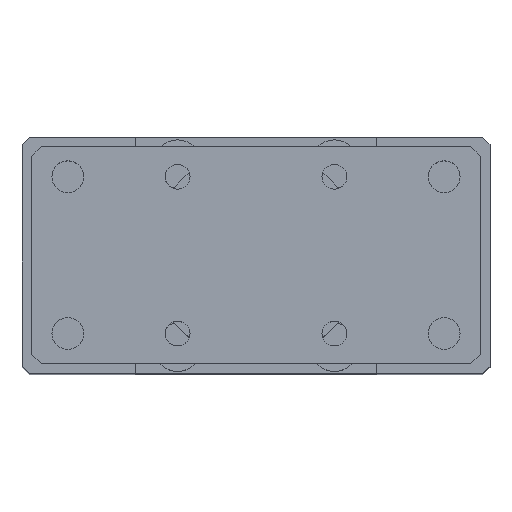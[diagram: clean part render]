
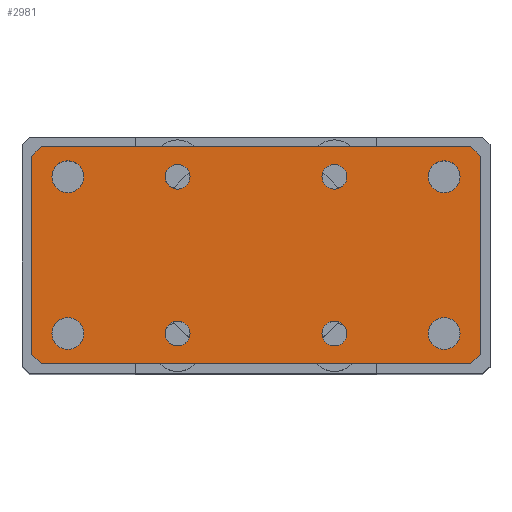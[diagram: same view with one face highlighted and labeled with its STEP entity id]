
A CAD part, top view. The second image highlights one B-rep face of the part: STEP entity #2981.
In plain terms, the highlighted planar face has unit normal (0, 0, 1).
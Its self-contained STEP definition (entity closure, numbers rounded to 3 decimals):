
#235=CIRCLE('',#3218,3.3);
#239=CIRCLE('',#3225,3.3);
#243=CIRCLE('',#3232,3.3);
#247=CIRCLE('',#3239,3.3);
#248=CIRCLE('',#3241,2.575);
#250=CIRCLE('',#3244,2.575);
#252=CIRCLE('',#3247,2.575);
#254=CIRCLE('',#3250,2.575);
#722=ORIENTED_EDGE('',*,*,#965,.T.);
#723=ORIENTED_EDGE('',*,*,#963,.T.);
#724=ORIENTED_EDGE('',*,*,#961,.T.);
#725=ORIENTED_EDGE('',*,*,#959,.T.);
#726=ORIENTED_EDGE('',*,*,#958,.T.);
#727=ORIENTED_EDGE('',*,*,#954,.T.);
#728=ORIENTED_EDGE('',*,*,#950,.T.);
#729=ORIENTED_EDGE('',*,*,#946,.T.);
#730=ORIENTED_EDGE('',*,*,#990,.T.);
#731=ORIENTED_EDGE('',*,*,#969,.T.);
#732=ORIENTED_EDGE('',*,*,#973,.T.);
#733=ORIENTED_EDGE('',*,*,#976,.T.);
#734=ORIENTED_EDGE('',*,*,#979,.T.);
#735=ORIENTED_EDGE('',*,*,#982,.T.);
#736=ORIENTED_EDGE('',*,*,#985,.T.);
#737=ORIENTED_EDGE('',*,*,#988,.T.);
#946=EDGE_CURVE('',#1148,#1148,#235,.T.);
#950=EDGE_CURVE('',#1152,#1152,#239,.T.);
#954=EDGE_CURVE('',#1156,#1156,#243,.T.);
#958=EDGE_CURVE('',#1160,#1160,#247,.T.);
#959=EDGE_CURVE('',#1161,#1161,#248,.T.);
#961=EDGE_CURVE('',#1162,#1162,#250,.T.);
#963=EDGE_CURVE('',#1163,#1163,#252,.T.);
#965=EDGE_CURVE('',#1164,#1164,#254,.T.);
#969=EDGE_CURVE('',#1168,#1167,#1253,.T.);
#973=EDGE_CURVE('',#1167,#1170,#1257,.T.);
#976=EDGE_CURVE('',#1170,#1172,#1260,.T.);
#979=EDGE_CURVE('',#1172,#1174,#1263,.T.);
#982=EDGE_CURVE('',#1174,#1176,#1266,.T.);
#985=EDGE_CURVE('',#1176,#1178,#1269,.T.);
#988=EDGE_CURVE('',#1178,#1180,#1272,.T.);
#990=EDGE_CURVE('',#1180,#1168,#1274,.T.);
#1148=VERTEX_POINT('',#4420);
#1152=VERTEX_POINT('',#4431);
#1156=VERTEX_POINT('',#4442);
#1160=VERTEX_POINT('',#4453);
#1161=VERTEX_POINT('',#4456);
#1162=VERTEX_POINT('',#4460);
#1163=VERTEX_POINT('',#4464);
#1164=VERTEX_POINT('',#4468);
#1167=VERTEX_POINT('',#4475);
#1168=VERTEX_POINT('',#4477);
#1170=VERTEX_POINT('',#4483);
#1172=VERTEX_POINT('',#4489);
#1174=VERTEX_POINT('',#4495);
#1176=VERTEX_POINT('',#4501);
#1178=VERTEX_POINT('',#4507);
#1180=VERTEX_POINT('',#4513);
#1253=LINE('',#4476,#1341);
#1257=LINE('',#4484,#1345);
#1260=LINE('',#4490,#1348);
#1263=LINE('',#4496,#1351);
#1266=LINE('',#4502,#1354);
#1269=LINE('',#4508,#1357);
#1272=LINE('',#4514,#1360);
#1274=LINE('',#4517,#1362);
#1341=VECTOR('',#3860,1000.);
#1345=VECTOR('',#3866,1000.);
#1348=VECTOR('',#3871,1000.);
#1351=VECTOR('',#3876,1000.);
#1354=VECTOR('',#3881,1000.);
#1357=VECTOR('',#3886,1000.);
#1360=VECTOR('',#3891,1000.);
#1362=VECTOR('',#3895,1000.);
#1578=EDGE_LOOP('',(#722));
#1579=EDGE_LOOP('',(#723));
#1580=EDGE_LOOP('',(#724));
#1581=EDGE_LOOP('',(#725));
#1582=EDGE_LOOP('',(#726));
#1583=EDGE_LOOP('',(#727));
#1584=EDGE_LOOP('',(#728));
#1585=EDGE_LOOP('',(#729));
#1586=EDGE_LOOP('',(#730,#731,#732,#733,#734,#735,#736,#737));
#1821=FACE_BOUND('',#1578,.T.);
#1822=FACE_BOUND('',#1579,.T.);
#1823=FACE_BOUND('',#1580,.T.);
#1824=FACE_BOUND('',#1581,.T.);
#1825=FACE_BOUND('',#1582,.T.);
#1826=FACE_BOUND('',#1583,.T.);
#1827=FACE_BOUND('',#1584,.T.);
#1828=FACE_BOUND('',#1585,.T.);
#1829=FACE_BOUND('',#1586,.T.);
#1897=PLANE('',#3263);
#2981=ADVANCED_FACE('',(#1821,#1822,#1823,#1824,#1825,#1826,#1827,#1828,
#1829),#1897,.F.);
#3218=AXIS2_PLACEMENT_3D('',#4419,#3788,#3789);
#3225=AXIS2_PLACEMENT_3D('',#4430,#3802,#3803);
#3232=AXIS2_PLACEMENT_3D('',#4441,#3816,#3817);
#3239=AXIS2_PLACEMENT_3D('',#4452,#3830,#3831);
#3241=AXIS2_PLACEMENT_3D('',#4455,#3834,#3835);
#3244=AXIS2_PLACEMENT_3D('',#4459,#3840,#3841);
#3247=AXIS2_PLACEMENT_3D('',#4463,#3846,#3847);
#3250=AXIS2_PLACEMENT_3D('',#4467,#3852,#3853);
#3263=AXIS2_PLACEMENT_3D('',#4523,#3902,#3903);
#3788=DIRECTION('',(0.,0.,-1.));
#3789=DIRECTION('',(-1.,0.,0.));
#3802=DIRECTION('',(0.,0.,-1.));
#3803=DIRECTION('',(-1.,0.,0.));
#3816=DIRECTION('',(0.,0.,-1.));
#3817=DIRECTION('',(-1.,0.,0.));
#3830=DIRECTION('',(0.,0.,-1.));
#3831=DIRECTION('',(-1.,0.,0.));
#3834=DIRECTION('',(0.,0.,-1.));
#3835=DIRECTION('',(1.,0.,0.));
#3840=DIRECTION('',(0.,0.,-1.));
#3841=DIRECTION('',(1.,0.,0.));
#3846=DIRECTION('',(0.,0.,-1.));
#3847=DIRECTION('',(1.,0.,0.));
#3852=DIRECTION('',(0.,0.,-1.));
#3853=DIRECTION('',(1.,0.,0.));
#3860=DIRECTION('',(-1.,0.,0.));
#3866=DIRECTION('',(-0.707,-0.707,0.));
#3871=DIRECTION('',(0.,-1.,0.));
#3876=DIRECTION('',(0.707,-0.707,0.));
#3881=DIRECTION('',(1.,0.,0.));
#3886=DIRECTION('',(0.707,0.707,0.));
#3891=DIRECTION('',(0.,1.,0.));
#3895=DIRECTION('',(-0.707,0.707,0.));
#3902=DIRECTION('',(0.,0.,-1.));
#3903=DIRECTION('',(-1.,0.,0.));
#4419=CARTESIAN_POINT('',(-39.,-16.25,88.792));
#4420=CARTESIAN_POINT('',(-42.3,-16.25,88.792));
#4430=CARTESIAN_POINT('',(39.,16.25,88.792));
#4431=CARTESIAN_POINT('',(35.7,16.25,88.792));
#4441=CARTESIAN_POINT('',(39.,-16.25,88.792));
#4442=CARTESIAN_POINT('',(35.7,-16.25,88.792));
#4452=CARTESIAN_POINT('',(-39.,16.25,88.792));
#4453=CARTESIAN_POINT('',(-42.3,16.25,88.792));
#4455=CARTESIAN_POINT('',(-16.25,16.25,88.792));
#4456=CARTESIAN_POINT('',(-13.675,16.25,88.792));
#4459=CARTESIAN_POINT('',(-16.25,-16.25,88.792));
#4460=CARTESIAN_POINT('',(-13.675,-16.25,88.792));
#4463=CARTESIAN_POINT('',(16.25,-16.25,88.792));
#4464=CARTESIAN_POINT('',(18.825,-16.25,88.792));
#4467=CARTESIAN_POINT('',(16.25,16.25,88.792));
#4468=CARTESIAN_POINT('',(18.825,16.25,88.792));
#4475=CARTESIAN_POINT('',(-44.5,22.5,88.792));
#4476=CARTESIAN_POINT('',(44.5,22.5,88.792));
#4477=CARTESIAN_POINT('',(44.5,22.5,88.792));
#4483=CARTESIAN_POINT('',(-46.5,20.5,88.792));
#4484=CARTESIAN_POINT('',(-44.5,22.5,88.792));
#4489=CARTESIAN_POINT('',(-46.5,-20.5,88.792));
#4490=CARTESIAN_POINT('',(-46.5,20.5,88.792));
#4495=CARTESIAN_POINT('',(-44.5,-22.5,88.792));
#4496=CARTESIAN_POINT('',(-46.5,-20.5,88.792));
#4501=CARTESIAN_POINT('',(44.5,-22.5,88.792));
#4502=CARTESIAN_POINT('',(-44.5,-22.5,88.792));
#4507=CARTESIAN_POINT('',(46.5,-20.5,88.792));
#4508=CARTESIAN_POINT('',(44.5,-22.5,88.792));
#4513=CARTESIAN_POINT('',(46.5,20.5,88.792));
#4514=CARTESIAN_POINT('',(46.5,-20.5,88.792));
#4517=CARTESIAN_POINT('',(46.5,20.5,88.792));
#4523=CARTESIAN_POINT('',(0.,0.,88.792));
